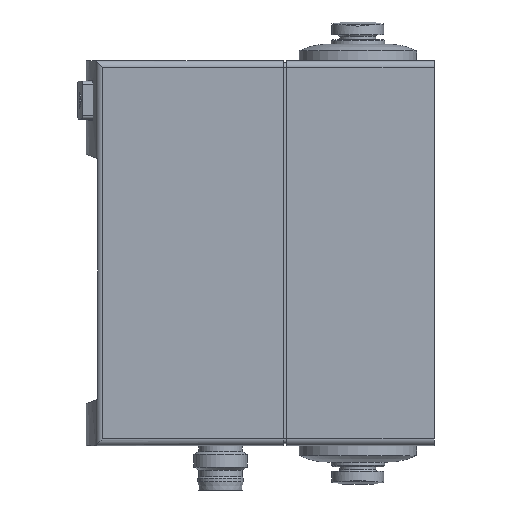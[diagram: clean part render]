
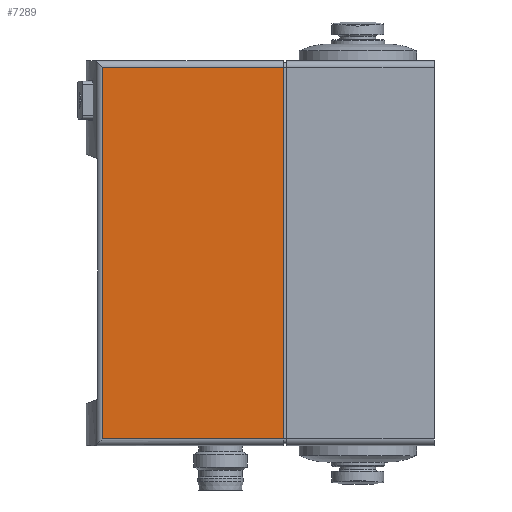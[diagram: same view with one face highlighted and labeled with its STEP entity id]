
A CAD part, left-side view. The second image highlights one B-rep face of the part: STEP entity #7289.
In plain terms, the highlighted planar face has unit normal (-1, 0, 0).
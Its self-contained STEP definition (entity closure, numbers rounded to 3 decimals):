
#696=ORIENTED_EDGE('',*,*,#2153,.T.);
#697=ORIENTED_EDGE('',*,*,#2154,.T.);
#698=ORIENTED_EDGE('',*,*,#2155,.F.);
#699=ORIENTED_EDGE('',*,*,#2151,.T.);
#2151=EDGE_CURVE('',#2868,#2867,#3321,.T.);
#2153=EDGE_CURVE('',#2867,#2869,#3322,.T.);
#2154=EDGE_CURVE('',#2869,#2870,#3323,.T.);
#2155=EDGE_CURVE('',#2868,#2870,#3324,.T.);
#2867=VERTEX_POINT('',#10201);
#2868=VERTEX_POINT('',#10203);
#2869=VERTEX_POINT('',#10207);
#2870=VERTEX_POINT('',#10209);
#3321=LINE('',#10202,#3773);
#3322=LINE('',#10206,#3774);
#3323=LINE('',#10208,#3775);
#3324=LINE('',#10210,#3776);
#3773=VECTOR('',#8473,1000.);
#3774=VECTOR('',#8478,1000.);
#3775=VECTOR('',#8479,1000.);
#3776=VECTOR('',#8480,1000.);
#4141=EDGE_LOOP('',(#696,#697,#698,#699));
#4539=FACE_BOUND('',#4141,.T.);
#4918=PLANE('',#7686);
#7289=ADVANCED_FACE('',(#4539),#4918,.F.);
#7686=AXIS2_PLACEMENT_3D('',#10205,#8476,#8477);
#8473=DIRECTION('',(0.,0.,-1.));
#8476=DIRECTION('',(1.,0.,0.));
#8477=DIRECTION('',(0.,0.,-1.));
#8478=DIRECTION('',(0.,-1.,0.));
#8479=DIRECTION('',(0.,0.,1.));
#8480=DIRECTION('',(0.,-1.,0.));
#10201=CARTESIAN_POINT('',(-10.,49.984,-28.));
#10202=CARTESIAN_POINT('',(-10.,49.984,29.));
#10203=CARTESIAN_POINT('',(-10.,49.984,28.));
#10205=CARTESIAN_POINT('',(-10.,52.5,-28.));
#10206=CARTESIAN_POINT('',(-10.,52.5,-28.));
#10207=CARTESIAN_POINT('',(-10.,22.7,-28.));
#10208=CARTESIAN_POINT('',(-10.,22.7,-28.));
#10209=CARTESIAN_POINT('',(-10.,22.7,28.));
#10210=CARTESIAN_POINT('',(-10.,52.5,28.));
